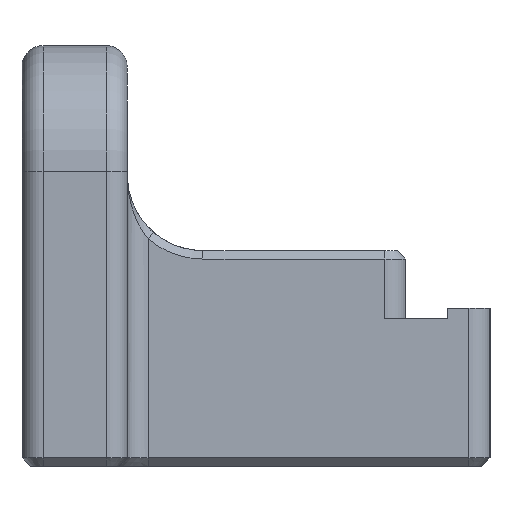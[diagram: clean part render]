
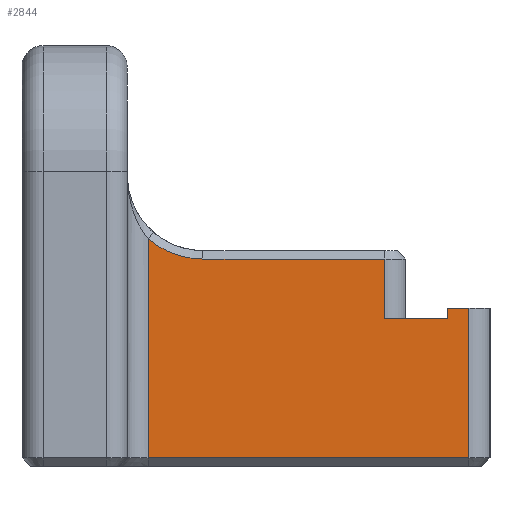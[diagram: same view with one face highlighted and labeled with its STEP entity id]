
A CAD part, left-side view. The second image highlights one B-rep face of the part: STEP entity #2844.
In plain terms, the highlighted planar face has unit normal (-1, 0, 0).
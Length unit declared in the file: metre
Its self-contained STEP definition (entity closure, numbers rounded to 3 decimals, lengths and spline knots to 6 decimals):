
#153=CIRCLE('',#3084,0.004);
#427=ORIENTED_EDGE('',*,*,#1246,.T.);
#428=ORIENTED_EDGE('',*,*,#1247,.T.);
#429=ORIENTED_EDGE('',*,*,#1248,.T.);
#430=ORIENTED_EDGE('',*,*,#1161,.F.);
#431=ORIENTED_EDGE('',*,*,#1126,.F.);
#432=ORIENTED_EDGE('',*,*,#1150,.F.);
#433=ORIENTED_EDGE('',*,*,#1249,.T.);
#434=ORIENTED_EDGE('',*,*,#1250,.T.);
#435=ORIENTED_EDGE('',*,*,#1251,.T.);
#1126=EDGE_CURVE('',#1550,#1548,#1786,.T.);
#1150=EDGE_CURVE('',#1572,#1550,#1800,.F.);
#1161=EDGE_CURVE('',#1548,#1582,#1806,.F.);
#1246=EDGE_CURVE('',#1645,#1646,#1876,.T.);
#1247=EDGE_CURVE('',#1646,#1647,#1877,.T.);
#1248=EDGE_CURVE('',#1647,#1582,#1878,.T.);
#1249=EDGE_CURVE('',#1572,#1648,#1879,.F.);
#1250=EDGE_CURVE('',#1648,#1649,#1880,.T.);
#1251=EDGE_CURVE('',#1649,#1645,#153,.T.);
#1548=VERTEX_POINT('',#4307);
#1550=VERTEX_POINT('',#4311);
#1572=VERTEX_POINT('',#4358);
#1582=VERTEX_POINT('',#4381);
#1645=VERTEX_POINT('',#4547);
#1646=VERTEX_POINT('',#4548);
#1647=VERTEX_POINT('',#4550);
#1648=VERTEX_POINT('',#4553);
#1649=VERTEX_POINT('',#4555);
#1786=LINE('',#4312,#2088);
#1800=LINE('',#4359,#2102);
#1806=LINE('',#4380,#2108);
#1876=LINE('',#4546,#2178);
#1877=LINE('',#4549,#2179);
#1878=LINE('',#4551,#2180);
#1879=LINE('',#4552,#2181);
#1880=LINE('',#4554,#2182);
#2088=VECTOR('',#3396,1.);
#2102=VECTOR('',#3432,1.);
#2108=VECTOR('',#3450,1.);
#2178=VECTOR('',#3586,1.);
#2179=VECTOR('',#3587,1.);
#2180=VECTOR('',#3588,1.);
#2181=VECTOR('',#3589,1.);
#2182=VECTOR('',#3590,1.);
#2381=EDGE_LOOP('',(#427,#428,#429,#430,#431,#432,#433,#434,#435));
#2569=FACE_BOUND('',#2381,.T.);
#2748=PLANE('',#3083);
#2844=ADVANCED_FACE('',(#2569),#2748,.F.);
#3083=AXIS2_PLACEMENT_3D('',#4545,#3584,#3585);
#3084=AXIS2_PLACEMENT_3D('',#4556,#3591,#3592);
#3396=DIRECTION('',(0.,0.,1.));
#3432=DIRECTION('',(0.,1.,0.));
#3450=DIRECTION('',(0.,1.,0.));
#3584=DIRECTION('',(1.,0.,0.));
#3585=DIRECTION('',(0.,0.,-1.));
#3586=DIRECTION('',(0.,0.,-1.));
#3587=DIRECTION('',(0.,-1.,0.));
#3588=DIRECTION('',(0.,0.,1.));
#3589=DIRECTION('',(0.,0.,-1.));
#3590=DIRECTION('',(0.,1.,0.));
#3591=DIRECTION('',(1.,0.,0.));
#3592=DIRECTION('',(0.,0.,-1.));
#4307=CARTESIAN_POINT('',(-0.048925,0.002,0.0025));
#4311=CARTESIAN_POINT('',(-0.048925,0.002,0.002));
#4312=CARTESIAN_POINT('',(-0.048925,0.002,0.002));
#4358=CARTESIAN_POINT('',(-0.048925,0.005,0.002));
#4359=CARTESIAN_POINT('',(-0.048925,0.007125,0.002));
#4380=CARTESIAN_POINT('',(-0.048925,0.007125,0.0025));
#4381=CARTESIAN_POINT('',(-0.048925,0.001,0.0025));
#4545=CARTESIAN_POINT('',(-0.048925,0.007125,0.0122));
#4546=CARTESIAN_POINT('',(-0.048925,0.01625,0.0122));
#4547=CARTESIAN_POINT('',(-0.048925,0.01625,0.00581));
#4548=CARTESIAN_POINT('',(-0.048925,0.01625,-0.004605));
#4549=CARTESIAN_POINT('',(-0.048925,0.007125,-0.004605));
#4550=CARTESIAN_POINT('',(-0.048925,0.001,-0.004605));
#4551=CARTESIAN_POINT('',(-0.048925,0.001,0.0122));
#4552=CARTESIAN_POINT('',(-0.048925,0.005,0.00525));
#4553=CARTESIAN_POINT('',(-0.048925,0.005,0.00485));
#4554=CARTESIAN_POINT('',(-0.048925,0.007125,0.00485));
#4555=CARTESIAN_POINT('',(-0.048925,0.01365,0.00485));
#4556=CARTESIAN_POINT('',(-0.048925,0.01365,0.00885));
